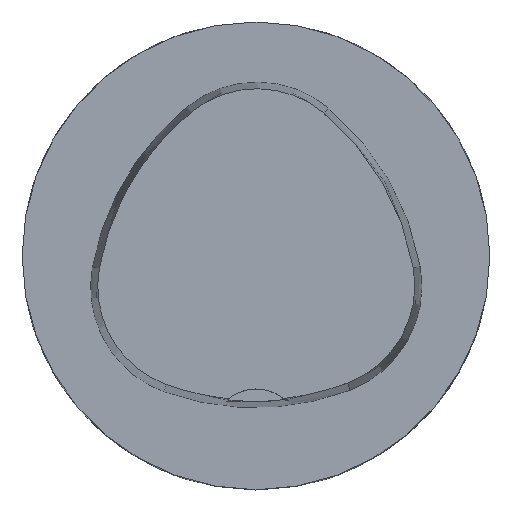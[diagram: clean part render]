
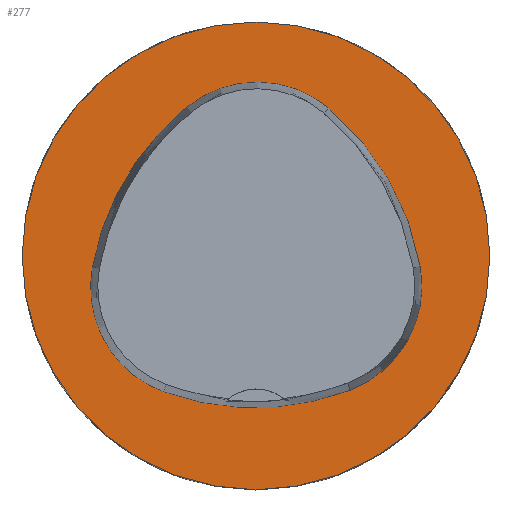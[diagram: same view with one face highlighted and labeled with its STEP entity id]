
A CAD part, top view. The second image highlights one B-rep face of the part: STEP entity #277.
In plain terms, the highlighted planar face has unit normal (0, 0, 1).
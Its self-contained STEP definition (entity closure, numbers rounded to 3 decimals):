
#210=PLANE('',#1221);
#277=ADVANCED_FACE('',(#436,#437),#210,.T.);
#436=FACE_BOUND('',#514,.T.);
#437=FACE_BOUND('',#515,.T.);
#514=EDGE_LOOP('',(#670,#671,#672,#673,#674,#675));
#515=EDGE_LOOP('',(#676));
#670=ORIENTED_EDGE('',*,*,#867,.T.);
#671=ORIENTED_EDGE('',*,*,#868,.T.);
#672=ORIENTED_EDGE('',*,*,#869,.T.);
#673=ORIENTED_EDGE('',*,*,#870,.T.);
#674=ORIENTED_EDGE('',*,*,#871,.T.);
#675=ORIENTED_EDGE('',*,*,#872,.T.);
#676=ORIENTED_EDGE('',*,*,#793,.F.);
#716=VERTEX_POINT('',#1578);
#773=VERTEX_POINT('',#2023);
#774=VERTEX_POINT('',#2024);
#775=VERTEX_POINT('',#2026);
#776=VERTEX_POINT('',#2028);
#777=VERTEX_POINT('',#2030);
#778=VERTEX_POINT('',#2032);
#793=EDGE_CURVE('',#716,#716,#888,.T.);
#867=EDGE_CURVE('',#773,#774,#912,.T.);
#868=EDGE_CURVE('',#774,#775,#913,.T.);
#869=EDGE_CURVE('',#775,#776,#914,.T.);
#870=EDGE_CURVE('',#776,#777,#915,.T.);
#871=EDGE_CURVE('',#777,#778,#916,.T.);
#872=EDGE_CURVE('',#778,#773,#917,.T.);
#888=CIRCLE('',#1139,31.5);
#912=CIRCLE('',#1215,15.);
#913=CIRCLE('',#1216,36.);
#914=CIRCLE('',#1217,15.);
#915=CIRCLE('',#1218,36.);
#916=CIRCLE('',#1219,15.);
#917=CIRCLE('',#1220,36.);
#1139=AXIS2_PLACEMENT_3D('',#1577,#1288,#1289);
#1215=AXIS2_PLACEMENT_3D('',#2022,#1464,#1465);
#1216=AXIS2_PLACEMENT_3D('',#2025,#1466,#1467);
#1217=AXIS2_PLACEMENT_3D('',#2027,#1468,#1469);
#1218=AXIS2_PLACEMENT_3D('',#2029,#1470,#1471);
#1219=AXIS2_PLACEMENT_3D('',#2031,#1472,#1473);
#1220=AXIS2_PLACEMENT_3D('',#2033,#1474,#1475);
#1221=AXIS2_PLACEMENT_3D('',#2034,#1476,#1477);
#1288=DIRECTION('',(0.,0.,-1.));
#1289=DIRECTION('',(-1.,0.,0.));
#1464=DIRECTION('',(0.,0.,-1.));
#1465=DIRECTION('',(-1.,0.,0.));
#1466=DIRECTION('',(0.,0.,-1.));
#1467=DIRECTION('',(-1.,0.,0.));
#1468=DIRECTION('',(0.,0.,-1.));
#1469=DIRECTION('',(-1.,0.,0.));
#1470=DIRECTION('',(0.,0.,-1.));
#1471=DIRECTION('',(-1.,0.,0.));
#1472=DIRECTION('',(0.,0.,-1.));
#1473=DIRECTION('',(-1.,0.,0.));
#1474=DIRECTION('',(0.,0.,-1.));
#1475=DIRECTION('',(-1.,0.,0.));
#1476=DIRECTION('',(0.,0.,1.));
#1477=DIRECTION('',(1.,0.,0.));
#1577=CARTESIAN_POINT('',(0.,0.,0.));
#1578=CARTESIAN_POINT('',(-31.5,0.,0.));
#2022=CARTESIAN_POINT('',(-7.275,-4.2,0.));
#2023=CARTESIAN_POINT('',(-12.373,-18.307,0.));
#2024=CARTESIAN_POINT('',(-22.041,-1.562,0.));
#2025=CARTESIAN_POINT('',(13.398,-7.893,0.));
#2026=CARTESIAN_POINT('',(-9.317,20.036,0.));
#2027=CARTESIAN_POINT('',(0.148,8.399,0.));
#2028=CARTESIAN_POINT('',(9.779,19.898,0.));
#2029=CARTESIAN_POINT('',(-13.337,-7.7,0.));
#2030=CARTESIAN_POINT('',(22.122,-1.48,0.));
#2031=CARTESIAN_POINT('',(7.347,-4.071,0.));
#2032=CARTESIAN_POINT('',(12.693,-18.087,0.));
#2033=CARTESIAN_POINT('',(-0.137,15.55,0.));
#2034=CARTESIAN_POINT('',(0.,0.,0.));
